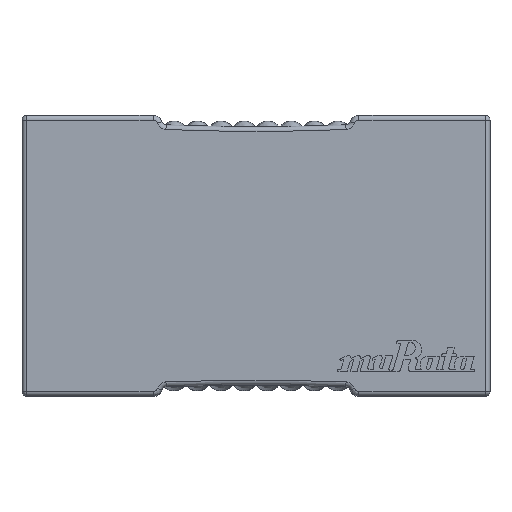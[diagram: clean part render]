
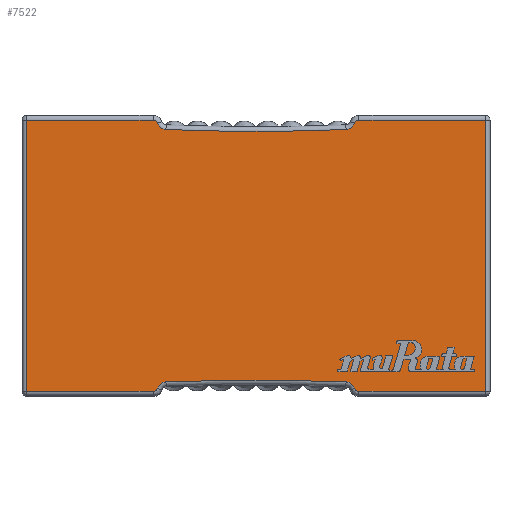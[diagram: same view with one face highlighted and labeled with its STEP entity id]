
A CAD part, top view. The second image highlights one B-rep face of the part: STEP entity #7522.
In plain terms, the highlighted planar face has unit normal (0, 0, 1).
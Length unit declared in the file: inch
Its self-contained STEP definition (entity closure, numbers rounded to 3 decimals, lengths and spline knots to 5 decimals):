
#121=PLANE('',#8313);
#514=FACE_OUTER_BOUND('',#947,.T.);
#947=EDGE_LOOP('',(#5237,#5238,#5239,#5240,#5241,#5242,#5243,#5244,#5245,
#5246,#5247,#5248,#5249,#5250,#5251,#5252));
#1352=LINE('',#12064,#1831);
#1353=LINE('',#12104,#1832);
#1354=LINE('',#12109,#1833);
#1356=LINE('',#12118,#1835);
#1357=LINE('',#12169,#1836);
#1360=LINE('',#12178,#1839);
#1831=VECTOR('',#9569,0.3937);
#1832=VECTOR('',#9600,0.3937);
#1833=VECTOR('',#9607,0.3937);
#1835=VECTOR('',#9617,0.3937);
#1836=VECTOR('',#9658,0.3937);
#1839=VECTOR('',#9671,0.3937);
#2370=CIRCLE('',#8263,0.00039);
#2372=CIRCLE('',#8266,0.00079);
#2374=CIRCLE('',#8269,0.1874);
#2376=CIRCLE('',#8272,0.00079);
#2378=CIRCLE('',#8274,0.00039);
#2385=CIRCLE('',#8285,0.00039);
#2388=CIRCLE('',#8289,0.00079);
#2391=CIRCLE('',#8293,0.1874);
#2394=CIRCLE('',#8297,0.00079);
#2397=CIRCLE('',#8300,0.00039);
#2977=VERTEX_POINT('',#12060);
#2978=VERTEX_POINT('',#12062);
#2979=VERTEX_POINT('',#12074);
#2980=VERTEX_POINT('',#12078);
#2981=VERTEX_POINT('',#12082);
#2982=VERTEX_POINT('',#12086);
#2983=VERTEX_POINT('',#12098);
#2984=VERTEX_POINT('',#12102);
#2985=VERTEX_POINT('',#12107);
#2988=VERTEX_POINT('',#12116);
#2990=VERTEX_POINT('',#12129);
#2992=VERTEX_POINT('',#12135);
#2994=VERTEX_POINT('',#12141);
#2996=VERTEX_POINT('',#12147);
#2998=VERTEX_POINT('',#12161);
#3000=VERTEX_POINT('',#12167);
#3783=EDGE_CURVE('',#2978,#2977,#1352,.T.);
#3785=EDGE_CURVE('',#2979,#2978,#2370,.T.);
#3787=EDGE_CURVE('',#2980,#2979,#2372,.T.);
#3789=EDGE_CURVE('',#2981,#2980,#2374,.T.);
#3791=EDGE_CURVE('',#2982,#2981,#2376,.T.);
#3793=EDGE_CURVE('',#2983,#2982,#2378,.T.);
#3795=EDGE_CURVE('',#2984,#2983,#1353,.T.);
#3798=EDGE_CURVE('',#2985,#2984,#1354,.T.);
#3802=EDGE_CURVE('',#2988,#2985,#1356,.T.);
#3804=EDGE_CURVE('',#2990,#2988,#2385,.T.);
#3807=EDGE_CURVE('',#2992,#2990,#2388,.T.);
#3810=EDGE_CURVE('',#2994,#2992,#2391,.T.);
#3813=EDGE_CURVE('',#2996,#2994,#2394,.T.);
#3816=EDGE_CURVE('',#2998,#2996,#2397,.T.);
#3819=EDGE_CURVE('',#3000,#2998,#1357,.T.);
#3825=EDGE_CURVE('',#2977,#3000,#1360,.T.);
#5237=ORIENTED_EDGE('',*,*,#3783,.F.);
#5238=ORIENTED_EDGE('',*,*,#3785,.F.);
#5239=ORIENTED_EDGE('',*,*,#3787,.F.);
#5240=ORIENTED_EDGE('',*,*,#3789,.F.);
#5241=ORIENTED_EDGE('',*,*,#3791,.F.);
#5242=ORIENTED_EDGE('',*,*,#3793,.F.);
#5243=ORIENTED_EDGE('',*,*,#3795,.F.);
#5244=ORIENTED_EDGE('',*,*,#3798,.F.);
#5245=ORIENTED_EDGE('',*,*,#3802,.F.);
#5246=ORIENTED_EDGE('',*,*,#3804,.F.);
#5247=ORIENTED_EDGE('',*,*,#3807,.F.);
#5248=ORIENTED_EDGE('',*,*,#3810,.F.);
#5249=ORIENTED_EDGE('',*,*,#3813,.F.);
#5250=ORIENTED_EDGE('',*,*,#3816,.F.);
#5251=ORIENTED_EDGE('',*,*,#3819,.F.);
#5252=ORIENTED_EDGE('',*,*,#3825,.F.);
#7522=ADVANCED_FACE('',(#514),#121,.T.);
#8263=AXIS2_PLACEMENT_3D('',#12076,#9572,#9573);
#8266=AXIS2_PLACEMENT_3D('',#12080,#9578,#9579);
#8269=AXIS2_PLACEMENT_3D('',#12084,#9584,#9585);
#8272=AXIS2_PLACEMENT_3D('',#12088,#9590,#9591);
#8274=AXIS2_PLACEMENT_3D('',#12100,#9594,#9595);
#8285=AXIS2_PLACEMENT_3D('',#12131,#9620,#9621);
#8289=AXIS2_PLACEMENT_3D('',#12137,#9628,#9629);
#8293=AXIS2_PLACEMENT_3D('',#12143,#9636,#9637);
#8297=AXIS2_PLACEMENT_3D('',#12149,#9644,#9645);
#8300=AXIS2_PLACEMENT_3D('',#12163,#9650,#9651);
#8313=AXIS2_PLACEMENT_3D('',#12184,#9681,#9682);
#9569=DIRECTION('',(1.,0.,0.));
#9572=DIRECTION('center_axis',(0.,0.,-1.));
#9573=DIRECTION('ref_axis',(-0.582,0.813,0.));
#9578=DIRECTION('center_axis',(0.,0.,1.));
#9579=DIRECTION('ref_axis',(0.599,-0.801,0.));
#9584=DIRECTION('center_axis',(0.,0.,1.));
#9585=DIRECTION('ref_axis',(0.,-1.,0.));
#9590=DIRECTION('center_axis',(0.,0.,1.));
#9591=DIRECTION('ref_axis',(-0.599,-0.801,0.));
#9594=DIRECTION('center_axis',(0.,0.,-1.));
#9595=DIRECTION('ref_axis',(0.582,0.813,0.));
#9600=DIRECTION('',(1.,0.,0.));
#9607=DIRECTION('',(0.,1.,0.));
#9617=DIRECTION('',(-1.,0.,0.));
#9620=DIRECTION('center_axis',(0.,0.,-1.));
#9621=DIRECTION('ref_axis',(0.582,-0.813,0.));
#9628=DIRECTION('center_axis',(0.,0.,1.));
#9629=DIRECTION('ref_axis',(-0.599,0.801,0.));
#9636=DIRECTION('center_axis',(0.,0.,1.));
#9637=DIRECTION('ref_axis',(0.,1.,0.));
#9644=DIRECTION('center_axis',(0.,0.,1.));
#9645=DIRECTION('ref_axis',(0.599,0.801,0.));
#9650=DIRECTION('center_axis',(0.,0.,-1.));
#9651=DIRECTION('ref_axis',(-0.582,-0.813,0.));
#9658=DIRECTION('',(-1.,0.,0.));
#9671=DIRECTION('',(0.,-1.,0.));
#9681=DIRECTION('center_axis',(0.,0.,1.));
#9682=DIRECTION('ref_axis',(1.,0.,0.));
#12060=CARTESIAN_POINT('',(0.01929,0.01142,0.02362));
#12062=CARTESIAN_POINT('',(0.00866,0.01142,0.02362));
#12064=CARTESIAN_POINT('',(0.00965,0.01142,0.02362));
#12074=CARTESIAN_POINT('',(0.00829,0.01115,0.02362));
#12076=CARTESIAN_POINT('Origin',(0.00866,0.01102,
0.02362));
#12078=CARTESIAN_POINT('',(0.00758,0.01062,0.02362));
#12080=CARTESIAN_POINT('Origin',(0.00754,0.0114,
0.02362));
#12082=CARTESIAN_POINT('',(-0.00758,0.01062,0.02362));
#12084=CARTESIAN_POINT('Origin',(0.,0.19787,
0.02362));
#12086=CARTESIAN_POINT('',(-0.00829,0.01115,0.02362));
#12088=CARTESIAN_POINT('Origin',(-0.00754,0.0114,
0.02362));
#12098=CARTESIAN_POINT('',(-0.00866,0.01142,0.02362));
#12100=CARTESIAN_POINT('Origin',(-0.00866,0.01102,
0.02362));
#12102=CARTESIAN_POINT('',(-0.01929,0.01142,0.02362));
#12104=CARTESIAN_POINT('',(-0.00433,0.01142,0.02362));
#12107=CARTESIAN_POINT('',(-0.01929,-0.01142,0.02362));
#12109=CARTESIAN_POINT('',(-0.01929,0.00571,0.02362));
#12116=CARTESIAN_POINT('',(-0.00866,-0.01142,0.02362));
#12118=CARTESIAN_POINT('',(-0.00965,-0.01142,0.02362));
#12129=CARTESIAN_POINT('',(-0.00829,-0.01115,0.02362));
#12131=CARTESIAN_POINT('Origin',(-0.00866,-0.01102,
0.02362));
#12135=CARTESIAN_POINT('',(-0.00758,-0.01062,0.02362));
#12137=CARTESIAN_POINT('Origin',(-0.00754,-0.0114,
0.02362));
#12141=CARTESIAN_POINT('',(0.00758,-0.01062,0.02362));
#12143=CARTESIAN_POINT('Origin',(0.,-0.19787,
0.02362));
#12147=CARTESIAN_POINT('',(0.00829,-0.01115,0.02362));
#12149=CARTESIAN_POINT('Origin',(0.00754,-0.0114,
0.02362));
#12161=CARTESIAN_POINT('',(0.00866,-0.01142,0.02362));
#12163=CARTESIAN_POINT('Origin',(0.00866,-0.01102,
0.02362));
#12167=CARTESIAN_POINT('',(0.01929,-0.01142,0.02362));
#12169=CARTESIAN_POINT('',(0.00433,-0.01142,0.02362));
#12178=CARTESIAN_POINT('',(0.01929,-0.00571,0.02362));
#12184=CARTESIAN_POINT('Origin',(0.,0.,
0.02362));
